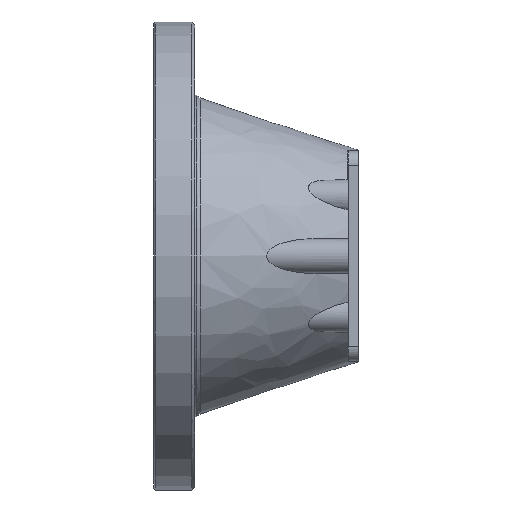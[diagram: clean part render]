
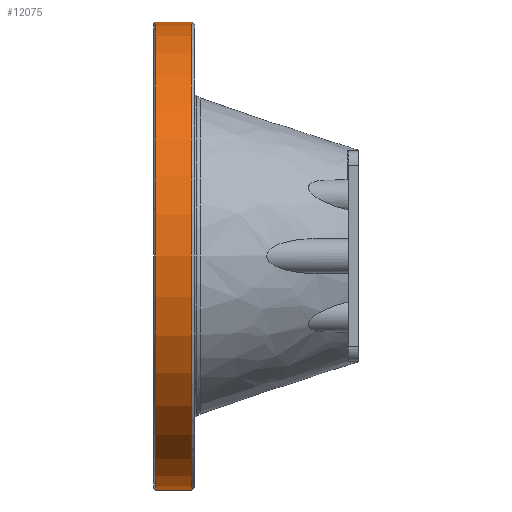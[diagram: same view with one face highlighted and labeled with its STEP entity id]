
A CAD part, front view. The second image highlights one B-rep face of the part: STEP entity #12075.
In plain terms, the highlighted cylindrical face has radius 80 mm (diameter 160 mm), a full revolution.
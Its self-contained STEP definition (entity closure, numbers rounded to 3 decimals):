
#12011=CARTESIAN_POINT('',(-1.246,7.73,8.928));
#12012=VERTEX_POINT('',#12011);
#12022=CARTESIAN_POINT('',(-1.246,-152.27,8.928));
#12023=VERTEX_POINT('',#12022);
#12024=CARTESIAN_POINT('',(-1.246,-72.27,8.928));
#12025=DIRECTION('',(1.0,0.0,0.0));
#12026=DIRECTION('',(0.0,1.0,0.0));
#12027=AXIS2_PLACEMENT_3D('',#12024,#12025,#12026);
#12028=CIRCLE('',#12027,80.0);
#12029=EDGE_CURVE('',#12012,#12023,#12028,.T.);
#12031=CARTESIAN_POINT('',(-1.246,-72.27,8.928));
#12032=DIRECTION('',(1.0,0.0,0.0));
#12033=DIRECTION('',(0.0,1.0,0.0));
#12034=AXIS2_PLACEMENT_3D('',#12031,#12032,#12033);
#12035=CIRCLE('',#12034,80.0);
#12036=EDGE_CURVE('',#12023,#12012,#12035,.T.);
#12041=CARTESIAN_POINT('',(-0.246,-72.27,8.928));
#12042=DIRECTION('',(1.0,0.0,0.0));
#12043=DIRECTION('',(0.0,1.0,0.0));
#12044=AXIS2_PLACEMENT_3D('',#12041,#12042,#12043);
#12045=CYLINDRICAL_SURFACE('',#12044,80.0);
#12046=CARTESIAN_POINT('',(-13.746,7.73,8.928));
#12047=VERTEX_POINT('',#12046);
#12048=CARTESIAN_POINT('',(-1.246,7.73,8.928));
#12049=DIRECTION('',(-1.0,0.0,0.0));
#12050=VECTOR('',#12049,12.5);
#12051=LINE('',#12048,#12050);
#12052=EDGE_CURVE('',#12012,#12047,#12051,.T.);
#12053=ORIENTED_EDGE('',*,*,#12052,.T.);
#12054=CARTESIAN_POINT('',(-13.746,-152.27,8.928));
#12055=VERTEX_POINT('',#12054);
#12056=CARTESIAN_POINT('',(-13.746,-72.27,8.928));
#12057=DIRECTION('',(1.0,0.0,0.0));
#12058=DIRECTION('',(0.0,1.0,0.0));
#12059=AXIS2_PLACEMENT_3D('',#12056,#12057,#12058);
#12060=CIRCLE('',#12059,80.0);
#12061=EDGE_CURVE('',#12047,#12055,#12060,.T.);
#12062=ORIENTED_EDGE('',*,*,#12061,.T.);
#12063=CARTESIAN_POINT('',(-13.746,-72.27,8.928));
#12064=DIRECTION('',(1.0,0.0,0.0));
#12065=DIRECTION('',(0.0,1.0,0.0));
#12066=AXIS2_PLACEMENT_3D('',#12063,#12064,#12065);
#12067=CIRCLE('',#12066,80.0);
#12068=EDGE_CURVE('',#12055,#12047,#12067,.T.);
#12069=ORIENTED_EDGE('',*,*,#12068,.T.);
#12070=ORIENTED_EDGE('',*,*,#12052,.F.);
#12071=ORIENTED_EDGE('',*,*,#12036,.F.);
#12072=ORIENTED_EDGE('',*,*,#12029,.F.);
#12073=EDGE_LOOP('',(#12053,#12062,#12069,#12070,#12071,#12072));
#12074=FACE_OUTER_BOUND('',#12073,.T.);
#12075=ADVANCED_FACE('',(#12074),#12045,.T.);
